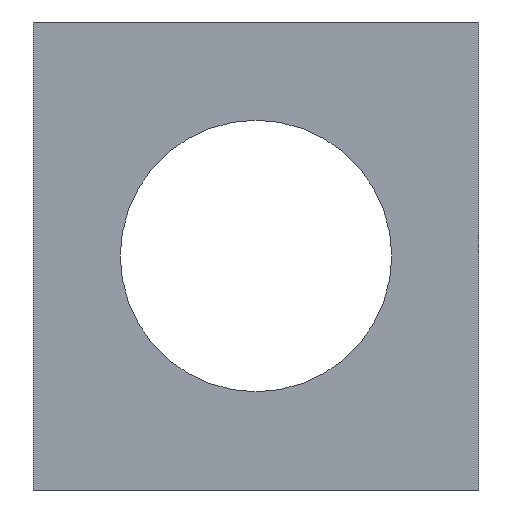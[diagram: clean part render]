
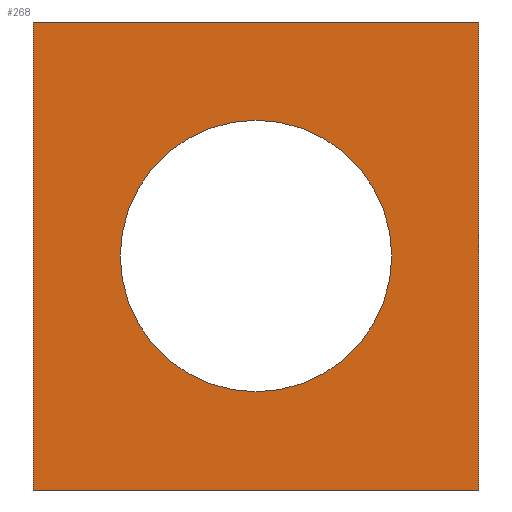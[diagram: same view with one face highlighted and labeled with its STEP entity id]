
A CAD part, front view. The second image highlights one B-rep face of the part: STEP entity #268.
In plain terms, the highlighted planar face has unit normal (0, -1, 0).
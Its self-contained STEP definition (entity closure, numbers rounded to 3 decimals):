
#1 = VECTOR ( 'NONE', #267, 1000. ) ;
#3 = CARTESIAN_POINT ( 'NONE',  ( 0., 0., 0. ) ) ;
#5 = VECTOR ( 'NONE', #147, 1000. ) ;
#10 = ORIENTED_EDGE ( 'NONE', *, *, #72, .T. ) ;
#16 = CARTESIAN_POINT ( 'NONE',  ( 0., 0., -28.361 ) ) ;
#27 = PLANE ( 'NONE',  #300 ) ;
#44 = DIRECTION ( 'NONE',  ( 0., 1., 0. ) ) ;
#51 = CARTESIAN_POINT ( 'NONE',  ( 46.556, 0., 48.897 ) ) ;
#52 = FACE_BOUND ( 'NONE', #64, .T. ) ;
#54 = CARTESIAN_POINT ( 'NONE',  ( -46.556, 0., 48.897 ) ) ;
#60 = ORIENTED_EDGE ( 'NONE', *, *, #263, .T. ) ;
#64 = EDGE_LOOP ( 'NONE', ( #10, #60 ) ) ;
#70 = DIRECTION ( 'NONE',  ( 0., 0., 1. ) ) ;
#72 = EDGE_CURVE ( 'NONE', #110, #149, #230, .T. ) ;
#75 = DIRECTION ( 'NONE',  ( 0., 1., 0. ) ) ;
#81 = ORIENTED_EDGE ( 'NONE', *, *, #292, .F. ) ;
#98 = AXIS2_PLACEMENT_3D ( 'NONE', #256, #44, #205 ) ;
#99 = CARTESIAN_POINT ( 'NONE',  ( 46.556, 0., -48.897 ) ) ;
#108 = ORIENTED_EDGE ( 'NONE', *, *, #258, .F. ) ;
#110 = VERTEX_POINT ( 'NONE', #16 ) ;
#125 = AXIS2_PLACEMENT_3D ( 'NONE', #215, #75, #70 ) ;
#128 = EDGE_CURVE ( 'NONE', #233, #244, #204, .T. ) ;
#130 = VERTEX_POINT ( 'NONE', #305 ) ;
#140 = CARTESIAN_POINT ( 'NONE',  ( -46.556, 0., -48.897 ) ) ;
#143 = LINE ( 'NONE', #146, #5 ) ;
#146 = CARTESIAN_POINT ( 'NONE',  ( -46.556, 0., 48.897 ) ) ;
#147 = DIRECTION ( 'NONE',  ( 0., 0., 1. ) ) ;
#149 = VERTEX_POINT ( 'NONE', #206 ) ;
#152 = ORIENTED_EDGE ( 'NONE', *, *, #128, .F. ) ;
#153 = VECTOR ( 'NONE', #293, 1000. ) ;
#157 = DIRECTION ( 'NONE',  ( -1., 0., 0. ) ) ;
#163 = CARTESIAN_POINT ( 'NONE',  ( -46.556, 0., -48.897 ) ) ;
#188 = LINE ( 'NONE', #51, #153 ) ;
#202 = EDGE_CURVE ( 'NONE', #244, #130, #143, .T. ) ;
#204 = LINE ( 'NONE', #140, #229 ) ;
#205 = DIRECTION ( 'NONE',  ( 0., 0., 1. ) ) ;
#206 = CARTESIAN_POINT ( 'NONE',  ( 0., 0., 28.361 ) ) ;
#213 = DIRECTION ( 'NONE',  ( 0., -1., 0. ) ) ;
#215 = CARTESIAN_POINT ( 'NONE',  ( 0., 0., 0. ) ) ;
#229 = VECTOR ( 'NONE', #157, 1000. ) ;
#230 = CIRCLE ( 'NONE', #98, 28.361 ) ;
#233 = VERTEX_POINT ( 'NONE', #99 ) ;
#244 = VERTEX_POINT ( 'NONE', #163 ) ;
#256 = CARTESIAN_POINT ( 'NONE',  ( 0., 0., 0. ) ) ;
#258 = EDGE_CURVE ( 'NONE', #130, #281, #291, .T. ) ;
#259 = CIRCLE ( 'NONE', #125, 28.361 ) ;
#263 = EDGE_CURVE ( 'NONE', #149, #110, #259, .T. ) ;
#266 = FACE_OUTER_BOUND ( 'NONE', #296, .T. ) ;
#267 = DIRECTION ( 'NONE',  ( 1., 0., 0. ) ) ;
#268 = ADVANCED_FACE ( 'NONE', ( #266, #52 ), #27, .T. ) ;
#269 = DIRECTION ( 'NONE',  ( 0., 0., -1. ) ) ;
#271 = CARTESIAN_POINT ( 'NONE',  ( 46.556, 0., 48.897 ) ) ;
#275 = ORIENTED_EDGE ( 'NONE', *, *, #202, .F. ) ;
#281 = VERTEX_POINT ( 'NONE', #271 ) ;
#291 = LINE ( 'NONE', #54, #1 ) ;
#292 = EDGE_CURVE ( 'NONE', #281, #233, #188, .T. ) ;
#293 = DIRECTION ( 'NONE',  ( 0., 0., -1. ) ) ;
#296 = EDGE_LOOP ( 'NONE', ( #81, #108, #275, #152 ) ) ;
#300 = AXIS2_PLACEMENT_3D ( 'NONE', #3, #213, #269 ) ;
#305 = CARTESIAN_POINT ( 'NONE',  ( -46.556, 0., 48.897 ) ) ;
